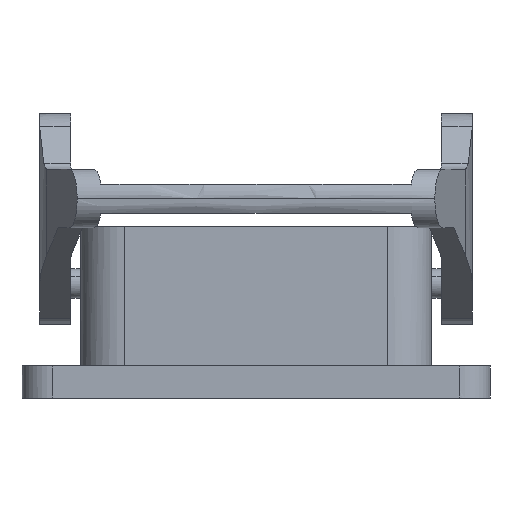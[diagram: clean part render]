
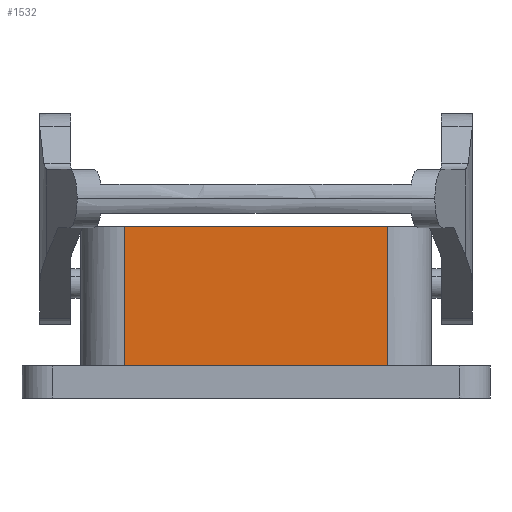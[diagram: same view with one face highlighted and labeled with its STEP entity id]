
A CAD part, left-side view. The second image highlights one B-rep face of the part: STEP entity #1532.
In plain terms, the highlighted planar face has unit normal (-1, 0, 0).
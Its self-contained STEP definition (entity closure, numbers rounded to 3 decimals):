
#1489=AXIS2_PLACEMENT_3D('Plane Axis2P3D',#1486,#1487,#1488) ;
#782=CARTESIAN_POINT('Line Origine',(19.998,40.,29.3)) ;
#786=CARTESIAN_POINT('Vertex',(19.998,17.5,29.3)) ;
#788=CARTESIAN_POINT('Vertex',(19.998,62.5,29.3)) ;
#1486=CARTESIAN_POINT('Axis2P3D Location',(19.998,10.,23.8)) ;
#1491=CARTESIAN_POINT('Line Origine',(19.998,17.5,14.65)) ;
#1495=CARTESIAN_POINT('Vertex',(19.998,17.5,23.8)) ;
#1497=CARTESIAN_POINT('Vertex',(19.998,17.5,5.5)) ;
#1500=CARTESIAN_POINT('Line Origine',(19.998,17.5,26.55)) ;
#1505=CARTESIAN_POINT('Line Origine',(19.998,62.5,26.55)) ;
#1509=CARTESIAN_POINT('Vertex',(19.998,62.5,23.8)) ;
#1512=CARTESIAN_POINT('Line Origine',(19.998,62.5,14.65)) ;
#1516=CARTESIAN_POINT('Vertex',(19.998,62.5,5.5)) ;
#1519=CARTESIAN_POINT('Line Origine',(19.998,40.,5.5)) ;
#783=DIRECTION('Vector Direction',(0.,1.,0.)) ;
#1487=DIRECTION('Axis2P3D Direction',(-1.,0.,-0.)) ;
#1488=DIRECTION('Axis2P3D XDirection',(0.,1.,0.)) ;
#1492=DIRECTION('Vector Direction',(0.,0.,-1.)) ;
#1501=DIRECTION('Vector Direction',(0.,0.,1.)) ;
#1506=DIRECTION('Vector Direction',(0.,0.,-1.)) ;
#1513=DIRECTION('Vector Direction',(0.,0.,-1.)) ;
#1520=DIRECTION('Vector Direction',(0.,1.,0.)) ;
#784=VECTOR('Line Direction',#783,1.) ;
#1493=VECTOR('Line Direction',#1492,1.) ;
#1502=VECTOR('Line Direction',#1501,1.) ;
#1507=VECTOR('Line Direction',#1506,1.) ;
#1514=VECTOR('Line Direction',#1513,1.) ;
#1521=VECTOR('Line Direction',#1520,1.) ;
#1525=ORIENTED_EDGE('',*,*,#1499,.F.) ;
#1526=ORIENTED_EDGE('',*,*,#1504,.T.) ;
#1527=ORIENTED_EDGE('',*,*,#790,.T.) ;
#1528=ORIENTED_EDGE('',*,*,#1511,.F.) ;
#1529=ORIENTED_EDGE('',*,*,#1518,.T.) ;
#1530=ORIENTED_EDGE('',*,*,#1523,.F.) ;
#1532=ADVANCED_FACE('Housing',(#1531),#1490,.T.) ;
#790=EDGE_CURVE('',#787,#789,#785,.T.) ;
#1499=EDGE_CURVE('',#1496,#1498,#1494,.T.) ;
#1504=EDGE_CURVE('',#1496,#787,#1503,.T.) ;
#1511=EDGE_CURVE('',#1510,#789,#1508,.F.) ;
#1518=EDGE_CURVE('',#1510,#1517,#1515,.T.) ;
#1523=EDGE_CURVE('',#1498,#1517,#1522,.T.) ;
#1524=EDGE_LOOP('',(#1525,#1526,#1527,#1528,#1529,#1530)) ;
#1531=FACE_OUTER_BOUND('',#1524,.T.) ;
#785=LINE('Line',#782,#784) ;
#1494=LINE('Line',#1491,#1493) ;
#1503=LINE('Line',#1500,#1502) ;
#1508=LINE('Line',#1505,#1507) ;
#1515=LINE('Line',#1512,#1514) ;
#1522=LINE('Line',#1519,#1521) ;
#1490=PLANE('',#1489) ;
#787=VERTEX_POINT('',#786) ;
#789=VERTEX_POINT('',#788) ;
#1496=VERTEX_POINT('',#1495) ;
#1498=VERTEX_POINT('',#1497) ;
#1510=VERTEX_POINT('',#1509) ;
#1517=VERTEX_POINT('',#1516) ;
